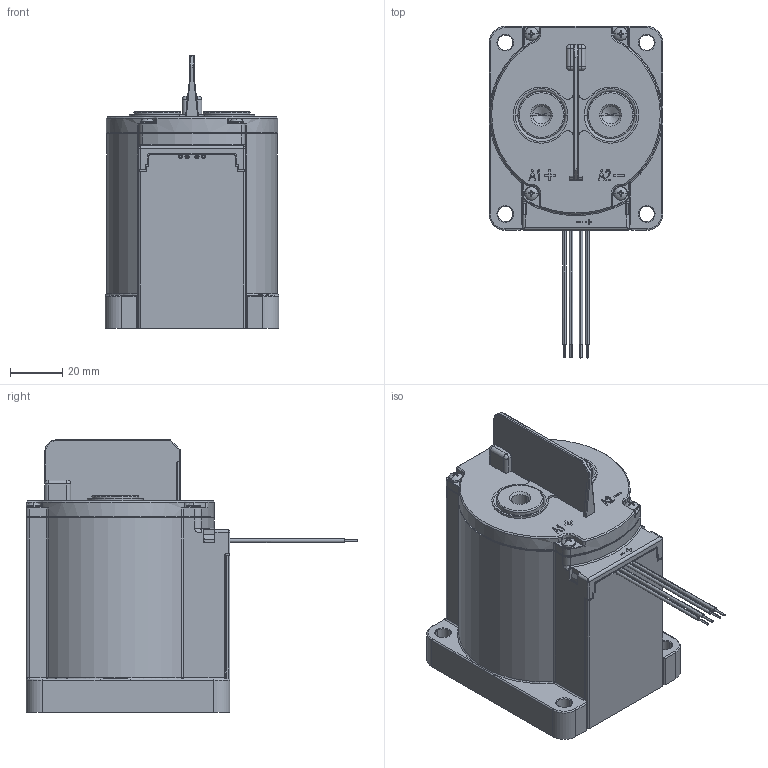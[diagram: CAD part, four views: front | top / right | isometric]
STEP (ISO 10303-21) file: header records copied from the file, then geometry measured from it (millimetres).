
FILE_DESCRIPTION((''),'2;1');
FILE_NAME('ASM0001_ASM','2022-12-07T11:45:40',('dell'),(''),'CREO PARAMETRIC BY PTC INC, 2022073','CREO PARAMETRIC BY PTC INC, 2022073','');
FILE_SCHEMA(('CONFIG_CONTROL_DESIGN'));
Products named in the file (17): 00_3-18489; 00_13; 0022_ASM_18_ASM; 0002_ASM_14_ASM; 2000_5; 1000_4; 3000_5; 0031_2; 0030_ASM_4_ASM; 10002_8; 00_3-130505; 00_2-137555; 0035_2; 0036_2; 00_1-150337; 200_ASM_34_ASM; ASM0001_ASM
Assembly tree (25 placements, depth 5):
  ASM0001_ASM
    200_ASM_34_ASM
      00_3-18489
      0002_ASM_14_ASM
        0022_ASM_18_ASM
          00_13  x2
      2000_5
      1000_4
      3000_5
      0030_ASM_4_ASM
        0031_2
      10002_8  x2
      00_3-130505
      00_2-137555  x8
      0035_2
      0036_2
      00_1-150337
Bounding box: 66.6 x 127.1 x 104.5 mm (x, y, z)
Volume: 292759 mm3; surface area: 78952.5 mm2
Topology: 21 solids, 21 shells, 1676 faces, 4541 edges, 2946 vertices
Faces by surface type: plane 775, cylinder 615, cone 121, torus 82, bspline 48, sphere 20, extrusion 15
Entity records: 46910 total; most frequent: CARTESIAN_POINT 14603, DIRECTION 6754, ORIENTED_EDGE 6730, EDGE_CURVE 3365, AXIS2_PLACEMENT_3D 2321, VERTEX_POINT 2198, VECTOR 2112, LINE 2097
